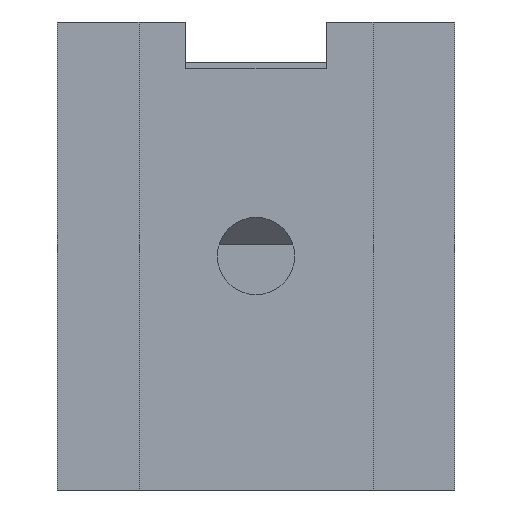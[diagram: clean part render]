
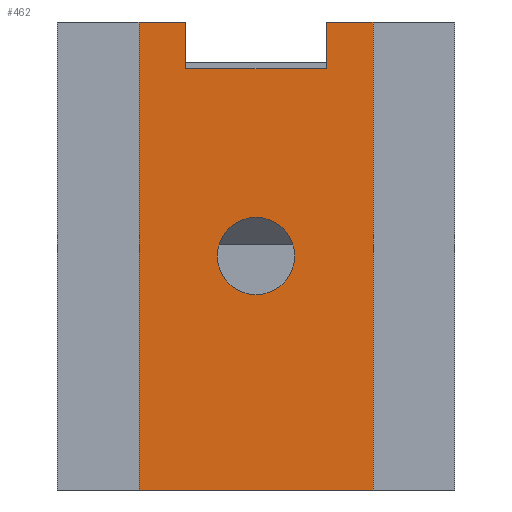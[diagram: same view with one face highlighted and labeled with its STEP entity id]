
A CAD part, front view. The second image highlights one B-rep face of the part: STEP entity #462.
In plain terms, the highlighted planar face has unit normal (0, -1, 0).
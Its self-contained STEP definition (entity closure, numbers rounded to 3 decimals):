
#1 = VECTOR ( 'NONE', #1091, 1000. ) ;
#4 = CARTESIAN_POINT ( 'NONE',  ( -3., 0., 10. ) ) ;
#51 = LINE ( 'NONE', #135, #414 ) ;
#54 = VERTEX_POINT ( 'NONE', #844 ) ;
#63 = VERTEX_POINT ( 'NONE', #672 ) ;
#83 = CARTESIAN_POINT ( 'NONE',  ( 5., 0., -10. ) ) ;
#101 = VERTEX_POINT ( 'NONE', #766 ) ;
#113 = ORIENTED_EDGE ( 'NONE', *, *, #874, .F. ) ;
#135 = CARTESIAN_POINT ( 'NONE',  ( -3., 0., 8. ) ) ;
#141 = LINE ( 'NONE', #956, #1116 ) ;
#152 = VECTOR ( 'NONE', #523, 1000. ) ;
#163 = ORIENTED_EDGE ( 'NONE', *, *, #214, .F. ) ;
#214 = EDGE_CURVE ( 'NONE', #720, #590, #141, .T. ) ;
#223 = EDGE_CURVE ( 'NONE', #1031, #344, #884, .T. ) ;
#234 = DIRECTION ( 'NONE',  ( 0., 0., 1. ) ) ;
#246 = CARTESIAN_POINT ( 'NONE',  ( -5., 0., -10. ) ) ;
#249 = CARTESIAN_POINT ( 'NONE',  ( 0., 0., 0. ) ) ;
#297 = LINE ( 'NONE', #314, #642 ) ;
#305 = CARTESIAN_POINT ( 'NONE',  ( 0., 0., 0. ) ) ;
#314 = CARTESIAN_POINT ( 'NONE',  ( -3., 0., 10. ) ) ;
#315 = ORIENTED_EDGE ( 'NONE', *, *, #456, .F. ) ;
#325 = CARTESIAN_POINT ( 'NONE',  ( -5., 0., -10. ) ) ;
#344 = VERTEX_POINT ( 'NONE', #890 ) ;
#363 = DIRECTION ( 'NONE',  ( -1., 0., 0. ) ) ;
#384 = CARTESIAN_POINT ( 'NONE',  ( 3., 0., 8. ) ) ;
#396 = VECTOR ( 'NONE', #1148, 1000. ) ;
#399 = VERTEX_POINT ( 'NONE', #635 ) ;
#403 = EDGE_CURVE ( 'NONE', #54, #101, #983, .T. ) ;
#414 = VECTOR ( 'NONE', #1027, 1000. ) ;
#425 = CARTESIAN_POINT ( 'NONE',  ( 5., 0., -10. ) ) ;
#441 = LINE ( 'NONE', #812, #759 ) ;
#456 = EDGE_CURVE ( 'NONE', #63, #399, #51, .T. ) ;
#457 = ORIENTED_EDGE ( 'NONE', *, *, #403, .F. ) ;
#462 = ADVANCED_FACE ( 'NONE', ( #1125, #499 ), #1007, .F. ) ;
#477 = VERTEX_POINT ( 'NONE', #325 ) ;
#499 = FACE_OUTER_BOUND ( 'NONE', #1006, .T. ) ;
#511 = CARTESIAN_POINT ( 'NONE',  ( -8.5, 0., 10. ) ) ;
#512 = EDGE_LOOP ( 'NONE', ( #1068, #457 ) ) ;
#513 = DIRECTION ( 'NONE',  ( 0., 0., -1. ) ) ;
#523 = DIRECTION ( 'NONE',  ( 0., 0., 1. ) ) ;
#553 = AXIS2_PLACEMENT_3D ( 'NONE', #1107, #855, #234 ) ;
#560 = AXIS2_PLACEMENT_3D ( 'NONE', #249, #868, #513 ) ;
#569 = ORIENTED_EDGE ( 'NONE', *, *, #695, .T. ) ;
#590 = VERTEX_POINT ( 'NONE', #4 ) ;
#622 = EDGE_CURVE ( 'NONE', #477, #720, #860, .T. ) ;
#635 = CARTESIAN_POINT ( 'NONE',  ( 3., 0., 8. ) ) ;
#636 = VERTEX_POINT ( 'NONE', #425 ) ;
#642 = VECTOR ( 'NONE', #909, 1000. ) ;
#651 = ORIENTED_EDGE ( 'NONE', *, *, #1016, .F. ) ;
#672 = CARTESIAN_POINT ( 'NONE',  ( -3., 0., 8. ) ) ;
#695 = EDGE_CURVE ( 'NONE', #636, #344, #882, .T. ) ;
#698 = ORIENTED_EDGE ( 'NONE', *, *, #832, .F. ) ;
#703 = CARTESIAN_POINT ( 'NONE',  ( 3., 0., 10. ) ) ;
#716 = CARTESIAN_POINT ( 'NONE',  ( -5., 0., 10. ) ) ;
#720 = VERTEX_POINT ( 'NONE', #716 ) ;
#745 = ORIENTED_EDGE ( 'NONE', *, *, #223, .F. ) ;
#759 = VECTOR ( 'NONE', #363, 1000. ) ;
#761 = VECTOR ( 'NONE', #865, 1000. ) ;
#766 = CARTESIAN_POINT ( 'NONE',  ( 0., 0., -1.65 ) ) ;
#812 = CARTESIAN_POINT ( 'NONE',  ( -8.5, 0., -10. ) ) ;
#822 = LINE ( 'NONE', #384, #1 ) ;
#832 = EDGE_CURVE ( 'NONE', #399, #1031, #822, .T. ) ;
#836 = ORIENTED_EDGE ( 'NONE', *, *, #622, .F. ) ;
#844 = CARTESIAN_POINT ( 'NONE',  ( 0., 0., 1.65 ) ) ;
#855 = DIRECTION ( 'NONE',  ( 0., 1., 0. ) ) ;
#860 = LINE ( 'NONE', #246, #152 ) ;
#865 = DIRECTION ( 'NONE',  ( 1., 0., 0. ) ) ;
#868 = DIRECTION ( 'NONE',  ( 0., -1., 0. ) ) ;
#874 = EDGE_CURVE ( 'NONE', #590, #63, #297, .T. ) ;
#882 = LINE ( 'NONE', #83, #396 ) ;
#884 = LINE ( 'NONE', #511, #761 ) ;
#889 = AXIS2_PLACEMENT_3D ( 'NONE', #305, #992, #907 ) ;
#890 = CARTESIAN_POINT ( 'NONE',  ( 5., 0., 10. ) ) ;
#907 = DIRECTION ( 'NONE',  ( 0., 0., -1. ) ) ;
#909 = DIRECTION ( 'NONE',  ( 0., 0., -1. ) ) ;
#956 = CARTESIAN_POINT ( 'NONE',  ( -8.5, 0., 10. ) ) ;
#983 = CIRCLE ( 'NONE', #889, 1.65 ) ;
#992 = DIRECTION ( 'NONE',  ( 0., -1., 0. ) ) ;
#1006 = EDGE_LOOP ( 'NONE', ( #745, #698, #315, #113, #163, #836, #651, #569 ) ) ;
#1007 = PLANE ( 'NONE',  #553 ) ;
#1016 = EDGE_CURVE ( 'NONE', #636, #477, #441, .T. ) ;
#1027 = DIRECTION ( 'NONE',  ( 1., 0., 0. ) ) ;
#1031 = VERTEX_POINT ( 'NONE', #703 ) ;
#1068 = ORIENTED_EDGE ( 'NONE', *, *, #1129, .F. ) ;
#1090 = CIRCLE ( 'NONE', #560, 1.65 ) ;
#1091 = DIRECTION ( 'NONE',  ( 0., 0., 1. ) ) ;
#1107 = CARTESIAN_POINT ( 'NONE',  ( 0., 0., 0. ) ) ;
#1116 = VECTOR ( 'NONE', #1144, 1000. ) ;
#1125 = FACE_BOUND ( 'NONE', #512, .T. ) ;
#1129 = EDGE_CURVE ( 'NONE', #101, #54, #1090, .T. ) ;
#1144 = DIRECTION ( 'NONE',  ( 1., 0., 0. ) ) ;
#1148 = DIRECTION ( 'NONE',  ( 0., 0., 1. ) ) ;
